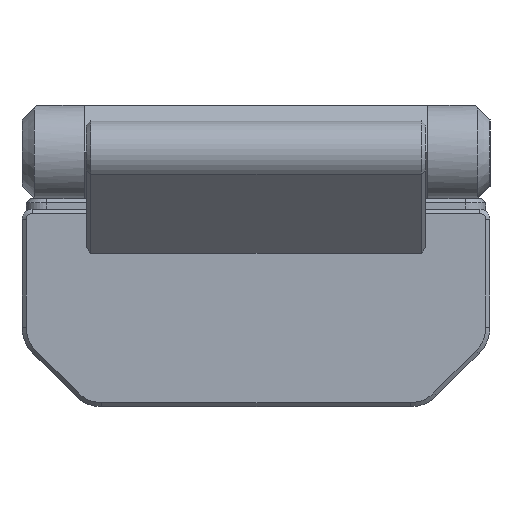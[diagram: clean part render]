
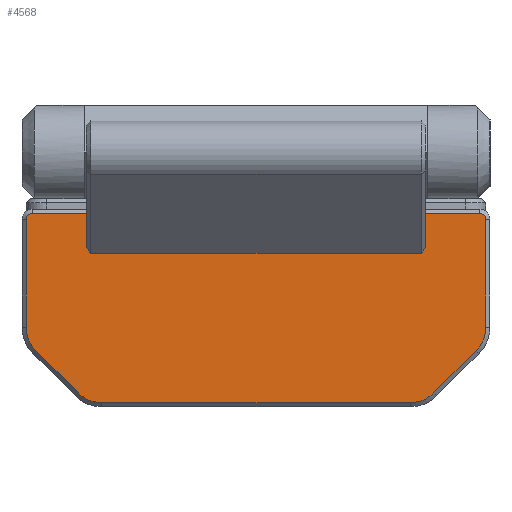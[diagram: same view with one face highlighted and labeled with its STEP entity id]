
A CAD part, left-side view. The second image highlights one B-rep face of the part: STEP entity #4568.
In plain terms, the highlighted planar face has unit normal (-1, 0, 0).
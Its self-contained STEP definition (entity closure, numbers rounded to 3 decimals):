
#269=PLANE('',#5017);
#504=FACE_OUTER_BOUND('',#806,.T.);
#806=EDGE_LOOP('',(#3880,#3881,#3882,#3883,#3884,#3885,#3886,#3887,#3888,
#3889,#3890,#3891,#3892,#3893,#3894,#3895,#3896,#3897));
#1232=LINE('',#7459,#1701);
#1234=LINE('',#7466,#1703);
#1237=LINE('',#7472,#1706);
#1238=LINE('',#7476,#1707);
#1239=LINE('',#7480,#1708);
#1240=LINE('',#7484,#1709);
#1241=LINE('',#7486,#1710);
#1242=LINE('',#7488,#1711);
#1243=LINE('',#7490,#1712);
#1244=LINE('',#7492,#1713);
#1245=LINE('',#7494,#1714);
#1246=LINE('',#7496,#1715);
#1701=VECTOR('',#6079,10.);
#1703=VECTOR('',#6087,10.);
#1706=VECTOR('',#6092,10.);
#1707=VECTOR('',#6095,10.);
#1708=VECTOR('',#6098,10.);
#1709=VECTOR('',#6101,10.);
#1710=VECTOR('',#6102,10.);
#1711=VECTOR('',#6103,10.);
#1712=VECTOR('',#6104,10.);
#1713=VECTOR('',#6105,10.);
#1714=VECTOR('',#6106,10.);
#1715=VECTOR('',#6107,10.);
#1942=CIRCLE('',#5011,3.2);
#1944=CIRCLE('',#5015,3.2);
#1945=CIRCLE('',#5018,3.2);
#1946=CIRCLE('',#5019,3.2);
#1947=CIRCLE('',#5020,0.6);
#1948=CIRCLE('',#5021,0.6);
#2272=VERTEX_POINT('',#7447);
#2274=VERTEX_POINT('',#7450);
#2276=VERTEX_POINT('',#7456);
#2277=VERTEX_POINT('',#7461);
#2278=VERTEX_POINT('',#7465);
#2280=VERTEX_POINT('',#7471);
#2281=VERTEX_POINT('',#7473);
#2282=VERTEX_POINT('',#7475);
#2283=VERTEX_POINT('',#7477);
#2284=VERTEX_POINT('',#7479);
#2285=VERTEX_POINT('',#7481);
#2286=VERTEX_POINT('',#7483);
#2287=VERTEX_POINT('',#7485);
#2288=VERTEX_POINT('',#7487);
#2289=VERTEX_POINT('',#7489);
#2290=VERTEX_POINT('',#7491);
#2291=VERTEX_POINT('',#7493);
#2292=VERTEX_POINT('',#7495);
#2818=EDGE_CURVE('',#2272,#2274,#1942,.T.);
#2823=EDGE_CURVE('',#2274,#2276,#1232,.T.);
#2825=EDGE_CURVE('',#2276,#2277,#1944,.T.);
#2826=EDGE_CURVE('',#2277,#2278,#1234,.T.);
#2829=EDGE_CURVE('',#2280,#2272,#1237,.T.);
#2830=EDGE_CURVE('',#2281,#2280,#1945,.T.);
#2831=EDGE_CURVE('',#2282,#2281,#1238,.T.);
#2832=EDGE_CURVE('',#2283,#2282,#1946,.T.);
#2833=EDGE_CURVE('',#2284,#2283,#1239,.T.);
#2834=EDGE_CURVE('',#2285,#2284,#1947,.T.);
#2835=EDGE_CURVE('',#2286,#2285,#1240,.T.);
#2836=EDGE_CURVE('',#2286,#2287,#1241,.T.);
#2837=EDGE_CURVE('',#2288,#2287,#1242,.F.);
#2838=EDGE_CURVE('',#2288,#2289,#1243,.T.);
#2839=EDGE_CURVE('',#2290,#2289,#1244,.F.);
#2840=EDGE_CURVE('',#2290,#2291,#1245,.T.);
#2841=EDGE_CURVE('',#2292,#2291,#1246,.T.);
#2842=EDGE_CURVE('',#2278,#2292,#1948,.T.);
#3880=ORIENTED_EDGE('',*,*,#2825,.F.);
#3881=ORIENTED_EDGE('',*,*,#2823,.F.);
#3882=ORIENTED_EDGE('',*,*,#2818,.F.);
#3883=ORIENTED_EDGE('',*,*,#2829,.F.);
#3884=ORIENTED_EDGE('',*,*,#2830,.F.);
#3885=ORIENTED_EDGE('',*,*,#2831,.F.);
#3886=ORIENTED_EDGE('',*,*,#2832,.F.);
#3887=ORIENTED_EDGE('',*,*,#2833,.F.);
#3888=ORIENTED_EDGE('',*,*,#2834,.F.);
#3889=ORIENTED_EDGE('',*,*,#2835,.F.);
#3890=ORIENTED_EDGE('',*,*,#2836,.T.);
#3891=ORIENTED_EDGE('',*,*,#2837,.F.);
#3892=ORIENTED_EDGE('',*,*,#2838,.T.);
#3893=ORIENTED_EDGE('',*,*,#2839,.F.);
#3894=ORIENTED_EDGE('',*,*,#2840,.T.);
#3895=ORIENTED_EDGE('',*,*,#2841,.F.);
#3896=ORIENTED_EDGE('',*,*,#2842,.F.);
#3897=ORIENTED_EDGE('',*,*,#2826,.F.);
#4568=ADVANCED_FACE('',(#504),#269,.F.);
#5011=AXIS2_PLACEMENT_3D('',#7451,#6070,#6071);
#5015=AXIS2_PLACEMENT_3D('',#7463,#6083,#6084);
#5017=AXIS2_PLACEMENT_3D('',#7470,#6090,#6091);
#5018=AXIS2_PLACEMENT_3D('',#7474,#6093,#6094);
#5019=AXIS2_PLACEMENT_3D('',#7478,#6096,#6097);
#5020=AXIS2_PLACEMENT_3D('',#7482,#6099,#6100);
#5021=AXIS2_PLACEMENT_3D('',#7497,#6108,#6109);
#6070=DIRECTION('center_axis',(1.,0.,0.));
#6071=DIRECTION('ref_axis',(0.,0.383,-0.924));
#6079=DIRECTION('',(0.,0.707,0.707));
#6083=DIRECTION('center_axis',(1.,0.,0.));
#6084=DIRECTION('ref_axis',(0.,0.924,-0.383));
#6087=DIRECTION('',(0.,0.,1.));
#6090=DIRECTION('center_axis',(1.,0.,0.));
#6091=DIRECTION('ref_axis',(0.,1.,0.));
#6092=DIRECTION('',(0.,1.,0.));
#6093=DIRECTION('center_axis',(1.,0.,0.));
#6094=DIRECTION('ref_axis',(0.,-0.383,-0.924));
#6095=DIRECTION('',(0.,0.707,-0.707));
#6096=DIRECTION('center_axis',(1.,0.,0.));
#6097=DIRECTION('ref_axis',(0.,-0.924,-0.383));
#6098=DIRECTION('',(0.,0.,-1.));
#6099=DIRECTION('center_axis',(1.,0.,0.));
#6100=DIRECTION('ref_axis',(0.,-0.707,0.707));
#6101=DIRECTION('',(0.,-1.,0.));
#6102=DIRECTION('',(0.,0.,-1.));
#6103=DIRECTION('',(0.,0.577,-0.816));
#6104=DIRECTION('',(0.,1.,0.));
#6105=DIRECTION('',(0.,0.577,0.816));
#6106=DIRECTION('',(0.,0.,1.));
#6107=DIRECTION('',(0.,-1.,0.));
#6108=DIRECTION('center_axis',(1.,0.,0.));
#6109=DIRECTION('ref_axis',(0.,0.707,0.707));
#7447=CARTESIAN_POINT('',(-6.,-7.657,-23.6));
#7450=CARTESIAN_POINT('',(-6.,-5.394,-22.663));
#7451=CARTESIAN_POINT('Origin',(-6.,-7.657,-20.4));
#7456=CARTESIAN_POINT('',(-6.,-1.337,-18.606));
#7459=CARTESIAN_POINT('',(-6.,-7.928,-25.197));
#7461=CARTESIAN_POINT('',(-6.,-0.4,-16.343));
#7463=CARTESIAN_POINT('Origin',(-6.,-3.6,-16.343));
#7465=CARTESIAN_POINT('',(-6.,-0.4,-6.));
#7466=CARTESIAN_POINT('',(-6.,-0.4,-14.));
#7470=CARTESIAN_POINT('Origin',(-6.,-22.5,-11.));
#7471=CARTESIAN_POINT('',(-6.,-37.343,-23.6));
#7472=CARTESIAN_POINT('',(-6.,-33.75,-23.6));
#7473=CARTESIAN_POINT('',(-6.,-39.606,-22.663));
#7474=CARTESIAN_POINT('Origin',(-6.,-37.343,-20.4));
#7475=CARTESIAN_POINT('',(-6.,-43.663,-18.606));
#7476=CARTESIAN_POINT('',(-6.,-37.072,-25.197));
#7477=CARTESIAN_POINT('',(-6.,-44.6,-16.343));
#7478=CARTESIAN_POINT('Origin',(-6.,-41.4,-16.343));
#7479=CARTESIAN_POINT('',(-6.,-44.6,-6.));
#7480=CARTESIAN_POINT('',(-6.,-44.6,-11.));
#7481=CARTESIAN_POINT('',(-6.,-44.,-5.4));
#7482=CARTESIAN_POINT('Origin',(-6.,-44.,-6.));
#7483=CARTESIAN_POINT('',(-6.,-38.8,-5.4));
#7484=CARTESIAN_POINT('',(-6.,-33.75,-5.4));
#7485=CARTESIAN_POINT('',(-6.,-38.8,-8.677));
#7486=CARTESIAN_POINT('',(-6.,-38.8,-5.));
#7487=CARTESIAN_POINT('',(-6.,-38.4,-9.243));
#7488=CARTESIAN_POINT('',(-6.,-36.802,-11.503));
#7489=CARTESIAN_POINT('',(-6.,-6.6,-9.243));
#7490=CARTESIAN_POINT('',(-6.,-11.25,-9.243));
#7491=CARTESIAN_POINT('',(-6.,-6.2,-8.677));
#7492=CARTESIAN_POINT('',(-6.,-8.198,-11.503));
#7493=CARTESIAN_POINT('',(-6.,-6.2,-5.4));
#7494=CARTESIAN_POINT('',(-6.,-6.2,-5.));
#7495=CARTESIAN_POINT('',(-6.,-1.,-5.4));
#7496=CARTESIAN_POINT('',(-6.,-33.75,-5.4));
#7497=CARTESIAN_POINT('Origin',(-6.,-1.,-6.));
